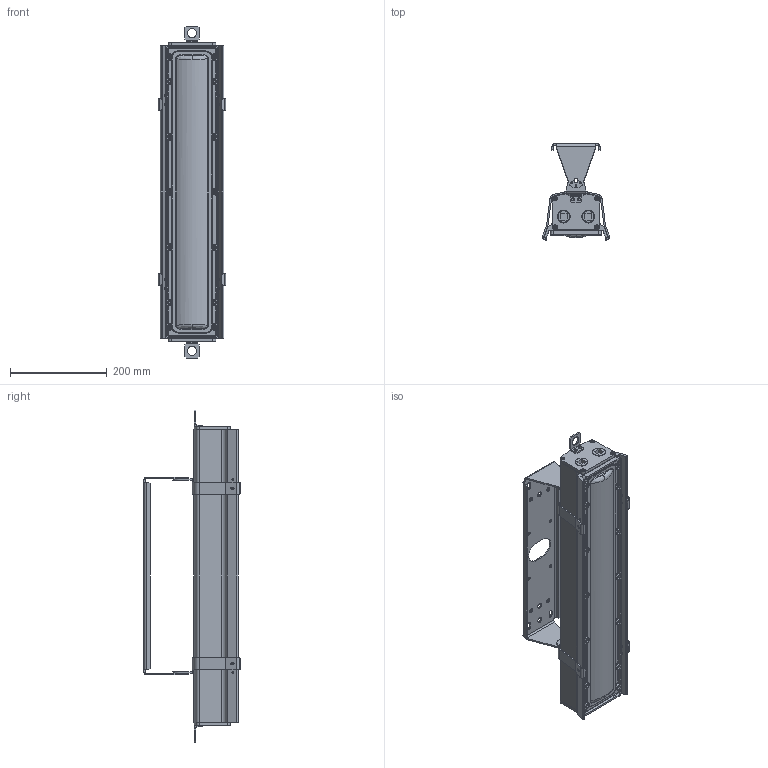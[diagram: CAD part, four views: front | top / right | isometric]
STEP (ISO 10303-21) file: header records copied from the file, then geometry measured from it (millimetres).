
FILE_DESCRIPTION((''),'2;1');
FILE_NAME('E2E_2FT_SWIVEL_BRKT_ASM','2017-07-14T',('leibw'),(''),'PRO/ENGINEER BY PARAMETRIC TECHNOLOGY CORPORATION, 2014000','PRO/ENGINEER BY PARAMETRIC TECHNOLOGY CORPORATION, 2014000','');
FILE_SCHEMA(('CONFIG_CONTROL_DESIGN'));
Length unit declared in the file: inch
Products named in the file (9): 3950HZL002701; 4750HZL000600; 2150HZL000100; 6000HZL002400; 6200860000103; 1800HZC200600; 1800HZL002400; 1800HZL002500; E2E_2FT_SWIVEL_BRKT_ASM
Assembly tree (21 placements, depth 2):
  E2E_2FT_SWIVEL_BRKT_ASM
    3950HZL002701
    4750HZL000600
    2150HZL000100  x2
    6000HZL002400  x8
    6200860000103  x4
    1800HZC200600  x2
    1800HZL002400  x2
    1800HZL002500
Bounding box: 139.28 x 199.24 x 687.37 mm (x, y, z)
Volume: 1713092 mm3; surface area: 818699.3 mm2
Topology: 21 solids, 21 shells, 1742 faces, 4196 edges, 2587 vertices
Faces by surface type: cylinder 747, plane 516, cone 256, torus 96, bspline 72, sphere 55
Entity records: 37040 total; most frequent: CARTESIAN_POINT 10176, DIRECTION 5866, ORIENTED_EDGE 5368, EDGE_CURVE 2684, AXIS2_PLACEMENT_3D 2314, VERTEX_POINT 1657, EDGE_LOOP 1333, CIRCLE 1251
